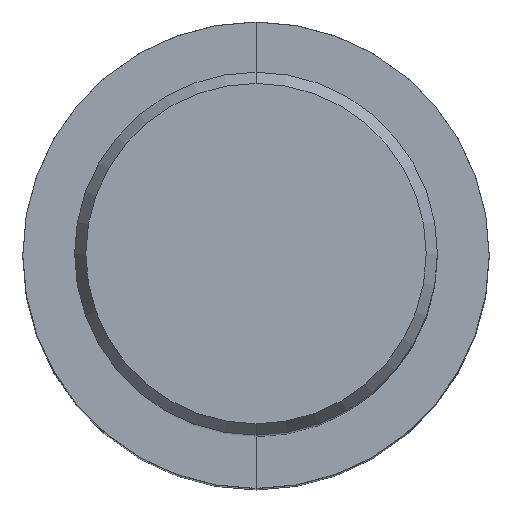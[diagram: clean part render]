
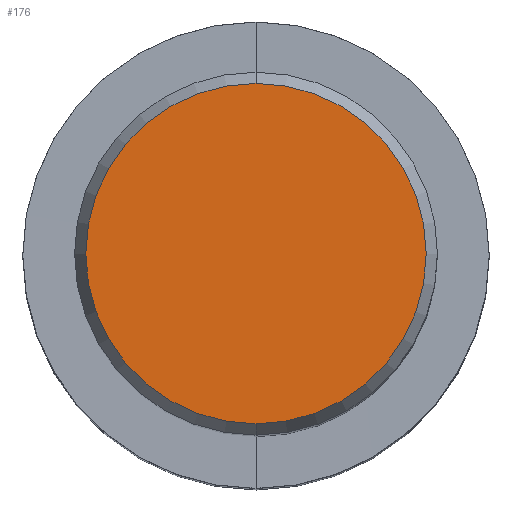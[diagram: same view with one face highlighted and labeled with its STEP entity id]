
A CAD part, top view. The second image highlights one B-rep face of the part: STEP entity #176.
In plain terms, the highlighted planar face has unit normal (0, 0, 1).
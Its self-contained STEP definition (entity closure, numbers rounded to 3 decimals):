
#118=VERTEX_POINT('',#297);
#134=EDGE_CURVE('',#158,#118,#315,.T.);
#158=VERTEX_POINT('',#339);
#176=ADVANCED_FACE('',(#359),#360,.T.);
#202=EDGE_CURVE('',#118,#158,#393,.T.);
#297=CARTESIAN_POINT('',(0.0,10.425,0.01));
#315=CIRCLE('',#512,10.425);
#339=CARTESIAN_POINT('',(0.,-10.425,0.01));
#359=FACE_OUTER_BOUND('',#571,.T.);
#360=PLANE('',#572);
#393=CIRCLE('',#609,10.425);
#512=AXIS2_PLACEMENT_3D('',#750,#751,#752);
#571=EDGE_LOOP('',(#790,#791));
#572=AXIS2_PLACEMENT_3D('',#792,#793,#794);
#609=AXIS2_PLACEMENT_3D('',#842,#843,#844);
#750=CARTESIAN_POINT('',(0.0,0.0,0.01));
#751=DIRECTION('',(0.0,0.0,-1.0));
#752=DIRECTION('',(0.0,1.0,0.0));
#790=ORIENTED_EDGE('',*,*,#202,.F.);
#791=ORIENTED_EDGE('',*,*,#134,.F.);
#792=CARTESIAN_POINT('',(0.0,5.212,0.01));
#793=DIRECTION('',(-0.0,0.0,1.0));
#794=DIRECTION('',(0.0,-1.0,0.0));
#842=CARTESIAN_POINT('',(0.0,0.0,0.01));
#843=DIRECTION('',(0.0,0.0,-1.0));
#844=DIRECTION('',(0.0,1.0,0.0));
